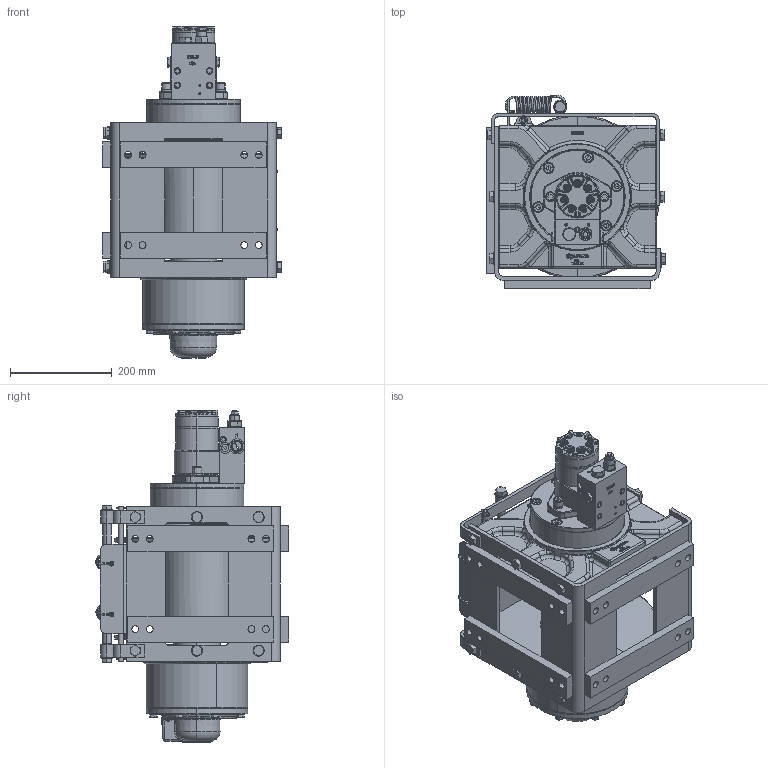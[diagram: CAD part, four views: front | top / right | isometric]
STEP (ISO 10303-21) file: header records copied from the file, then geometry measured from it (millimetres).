
FILE_DESCRIPTION((''),'2;1');
FILE_NAME('TWG-TEMP','2020-10-18T19:36:19',('Administrator'),(''),'CREO PARAMETRIC BY PTC INC, 2019030','CREO PARAMETRIC BY PTC INC, 2019030','');
FILE_SCHEMA(('AUTOMOTIVE_DESIGN { 1 0 10303 214 1 1 1 1 }'));
Products named in the file (1): TWG-TEMP
Bounding box: 351.62 x 379.82 x 653.35 mm (x, y, z)
Volume: 5097424.4 mm3; surface area: 1689728.7 mm2
Topology: 1 solids, 220 shells, 2903 faces, 9912 edges, 7035 vertices
Faces by surface type: plane 1036, cylinder 880, torus 530, cone 211, bspline 190, sphere 33, extrusion 23
Entity records: 170652 total; most frequent: CARTESIAN_POINT 70012, DIRECTION 15652, ORIENTED_EDGE 15392, EDGE_CURVE 9739, VERTEX_POINT 7035, AXIS2_PLACEMENT_3D 5659, VECTOR 4331, LINE 4308
